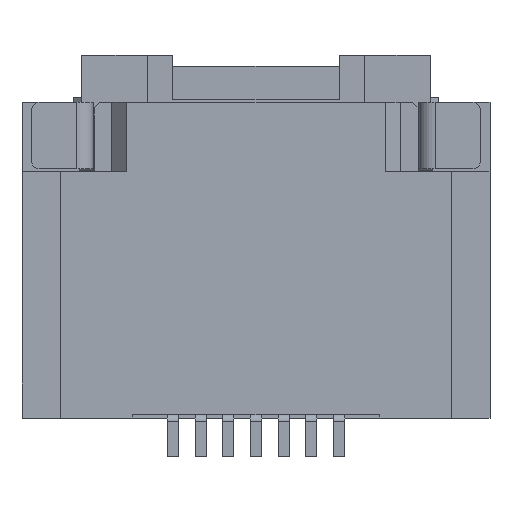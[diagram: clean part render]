
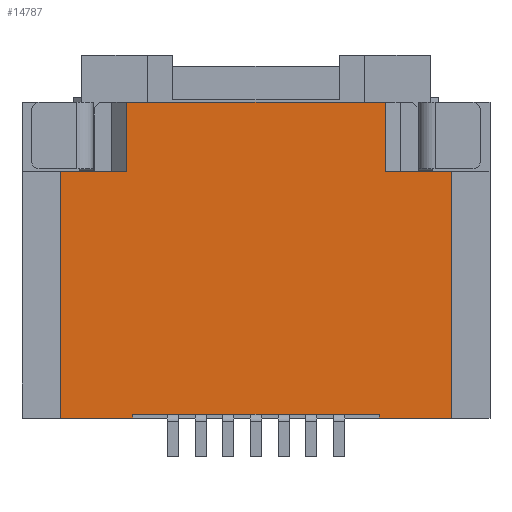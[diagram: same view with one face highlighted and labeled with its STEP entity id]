
A CAD part, top view. The second image highlights one B-rep face of the part: STEP entity #14787.
In plain terms, the highlighted planar face has unit normal (0, 0, 1).
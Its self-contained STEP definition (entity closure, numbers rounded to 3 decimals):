
#360=DIRECTION('',(-1.,0.,0.));
#361=VECTOR('',#360,1.3);
#362=CARTESIAN_POINT('',(-2.225,-2.85,1.245));
#363=LINE('',#362,#361);
#368=DIRECTION('',(-1.,0.,0.));
#369=VECTOR('',#368,1.3);
#370=CARTESIAN_POINT('',(3.525,-2.85,1.245));
#371=LINE('',#370,#369);
#416=DIRECTION('',(0.,-1.,0.));
#417=VECTOR('',#416,4.45);
#418=CARTESIAN_POINT('',(-3.525,1.6,1.245));
#419=LINE('',#418,#417);
#420=DIRECTION('',(-1.,0.,0.));
#421=VECTOR('',#420,4.67);
#422=CARTESIAN_POINT('',(2.335,2.85,1.245));
#423=LINE('',#422,#421);
#424=DIRECTION('',(1.,0.,0.));
#425=VECTOR('',#424,4.45);
#426=CARTESIAN_POINT('',(-2.225,-2.78,1.245));
#427=LINE('',#426,#425);
#428=DIRECTION('',(-1.,0.,0.));
#429=VECTOR('',#428,1.19);
#430=CARTESIAN_POINT('',(-2.335,1.6,1.245));
#431=LINE('',#430,#429);
#432=DIRECTION('',(0.,1.,0.));
#433=VECTOR('',#432,1.25);
#434=CARTESIAN_POINT('',(-2.335,1.6,1.245));
#435=LINE('',#434,#433);
#440=DIRECTION('',(0.,-1.,0.));
#441=VECTOR('',#440,1.25);
#442=CARTESIAN_POINT('',(2.335,2.85,1.245));
#443=LINE('',#442,#441);
#4053=DIRECTION('',(-1.,0.,0.));
#4054=VECTOR('',#4053,1.19);
#4055=CARTESIAN_POINT('',(3.525,1.6,1.245));
#4056=LINE('',#4055,#4054);
#4106=DIRECTION('',(0.,1.,0.));
#4107=VECTOR('',#4106,4.45);
#4108=CARTESIAN_POINT('',(3.525,-2.85,1.245));
#4109=LINE('',#4108,#4107);
#10742=DIRECTION('',(0.,1.,0.));
#10743=VECTOR('',#10742,0.07);
#10744=CARTESIAN_POINT('',(-2.225,-2.85,1.245));
#10745=LINE('',#10744,#10743);
#10758=DIRECTION('',(0.,-1.,0.));
#10759=VECTOR('',#10758,0.07);
#10760=CARTESIAN_POINT('',(2.225,-2.78,1.245));
#10761=LINE('',#10760,#10759);
#11935=CARTESIAN_POINT('',(-3.525,1.6,1.245));
#11936=VERTEX_POINT('',#11935);
#11937=CARTESIAN_POINT('',(-2.335,1.6,1.245));
#11938=VERTEX_POINT('',#11937);
#12009=CARTESIAN_POINT('',(2.335,2.85,1.245));
#12010=VERTEX_POINT('',#12009);
#12011=CARTESIAN_POINT('',(-2.335,2.85,1.245));
#12012=VERTEX_POINT('',#12011);
#12466=CARTESIAN_POINT('',(-2.225,-2.78,1.245));
#12467=CARTESIAN_POINT('',(2.225,-2.78,1.245));
#12468=VERTEX_POINT('',#12466);
#12469=VERTEX_POINT('',#12467);
#12494=CARTESIAN_POINT('',(2.335,1.6,1.245));
#12495=VERTEX_POINT('',#12494);
#12496=CARTESIAN_POINT('',(3.525,1.6,1.245));
#12497=VERTEX_POINT('',#12496);
#12498=CARTESIAN_POINT('',(3.525,-2.85,1.245));
#12499=VERTEX_POINT('',#12498);
#12500=CARTESIAN_POINT('',(2.225,-2.85,1.245));
#12501=VERTEX_POINT('',#12500);
#12502=CARTESIAN_POINT('',(-2.225,-2.85,1.245));
#12503=VERTEX_POINT('',#12502);
#12504=CARTESIAN_POINT('',(-3.525,-2.85,1.245));
#12505=VERTEX_POINT('',#12504);
#14761=CARTESIAN_POINT('',(0.,0.,1.245));
#14762=DIRECTION('',(0.,0.,1.));
#14763=DIRECTION('',(1.,0.,0.));
#14764=AXIS2_PLACEMENT_3D('',#14761,#14762,#14763);
#14765=PLANE('',#14764);
#14767=ORIENTED_EDGE('',*,*,#14766,.T.);
#14768=ORIENTED_EDGE('',*,*,#14133,.F.);
#14770=ORIENTED_EDGE('',*,*,#14769,.T.);
#14772=ORIENTED_EDGE('',*,*,#14771,.F.);
#14774=ORIENTED_EDGE('',*,*,#14773,.F.);
#14775=ORIENTED_EDGE('',*,*,#14719,.T.);
#14777=ORIENTED_EDGE('',*,*,#14776,.F.);
#14779=ORIENTED_EDGE('',*,*,#14778,.F.);
#14781=ORIENTED_EDGE('',*,*,#14780,.F.);
#14782=ORIENTED_EDGE('',*,*,#14711,.T.);
#14783=ORIENTED_EDGE('',*,*,#14756,.F.);
#14784=ORIENTED_EDGE('',*,*,#14047,.F.);
#14785=EDGE_LOOP('',(#14767,#14768,#14770,#14772,#14774,#14775,#14777,#14779,
#14781,#14782,#14783,#14784));
#14786=FACE_OUTER_BOUND('',#14785,.F.);
#14787=ADVANCED_FACE('',(#14786),#14765,.T.);
#14047=EDGE_CURVE('',#11938,#11936,#431,.T.);
#14133=EDGE_CURVE('',#12010,#12012,#423,.T.);
#14711=EDGE_CURVE('',#12503,#12505,#363,.T.);
#14719=EDGE_CURVE('',#12499,#12501,#371,.T.);
#14756=EDGE_CURVE('',#11936,#12505,#419,.T.);
#14766=EDGE_CURVE('',#11938,#12012,#435,.T.);
#14769=EDGE_CURVE('',#12010,#12495,#443,.T.);
#14771=EDGE_CURVE('',#12497,#12495,#4056,.T.);
#14773=EDGE_CURVE('',#12499,#12497,#4109,.T.);
#14776=EDGE_CURVE('',#12469,#12501,#10761,.T.);
#14778=EDGE_CURVE('',#12468,#12469,#427,.T.);
#14780=EDGE_CURVE('',#12503,#12468,#10745,.T.);
